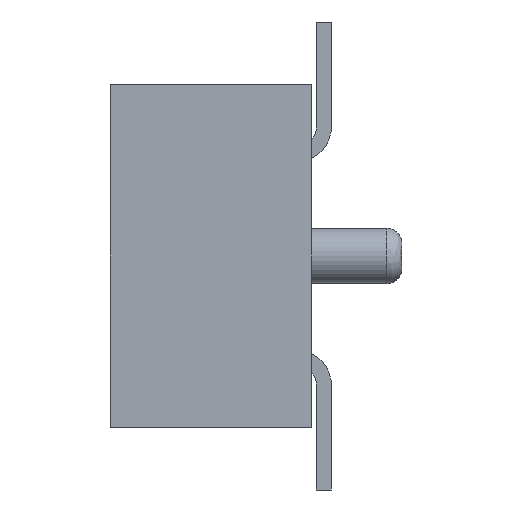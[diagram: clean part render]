
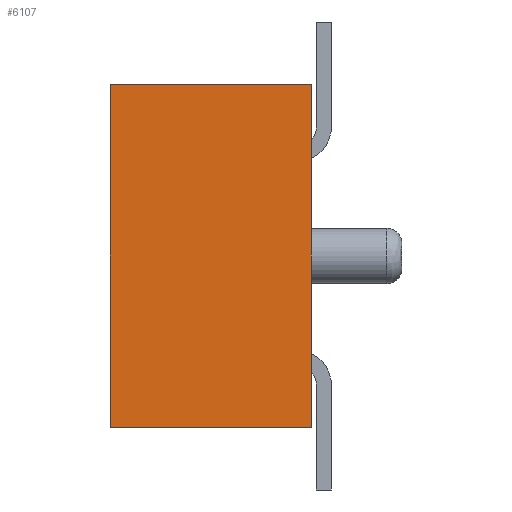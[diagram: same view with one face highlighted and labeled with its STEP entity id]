
A CAD part, left-side view. The second image highlights one B-rep face of the part: STEP entity #6107.
In plain terms, the highlighted planar face has unit normal (-1, 0, 0).
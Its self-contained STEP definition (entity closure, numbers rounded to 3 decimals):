
#1805=DIRECTION('',(0.,-1.,0.));
#1806=VECTOR('',#1805,2.);
#1807=CARTESIAN_POINT('',(-0.2,0.,-1.7));
#1808=LINE('',#1807,#1806);
#1812=DIRECTION('',(0.,0.,-1.));
#1813=VECTOR('',#1812,3.4);
#1814=CARTESIAN_POINT('',(-0.2,0.,1.7));
#1815=LINE('',#1814,#1813);
#1819=DIRECTION('',(0.,1.,0.));
#1820=VECTOR('',#1819,2.);
#1821=CARTESIAN_POINT('',(-0.2,-2.,1.7));
#1822=LINE('',#1821,#1820);
#1826=DIRECTION('',(0.,0.,1.));
#1827=VECTOR('',#1826,3.4);
#1828=CARTESIAN_POINT('',(-0.2,-2.,-1.7));
#1829=LINE('',#1828,#1827);
#5136=CARTESIAN_POINT('',(-0.2,0.,-1.7));
#5137=CARTESIAN_POINT('',(-0.2,-2.,-1.7));
#5138=VERTEX_POINT('',#5136);
#5139=VERTEX_POINT('',#5137);
#5140=CARTESIAN_POINT('',(-0.2,-2.,1.7));
#5141=VERTEX_POINT('',#5140);
#5142=CARTESIAN_POINT('',(-0.2,0.,1.7));
#5143=VERTEX_POINT('',#5142);
#6096=CARTESIAN_POINT('',(-0.2,0.,0.));
#6097=DIRECTION('',(-1.,0.,0.));
#6098=DIRECTION('',(0.,1.,0.));
#6099=AXIS2_PLACEMENT_3D('',#6096,#6097,#6098);
#6100=PLANE('',#6099);
#6101=ORIENTED_EDGE('',*,*,#6043,.F.);
#6102=ORIENTED_EDGE('',*,*,#5299,.F.);
#6103=ORIENTED_EDGE('',*,*,#6017,.F.);
#6104=ORIENTED_EDGE('',*,*,#5720,.F.);
#6105=EDGE_LOOP('',(#6101,#6102,#6103,#6104));
#6106=FACE_OUTER_BOUND('',#6105,.F.);
#5299=EDGE_CURVE('',#5143,#5138,#1815,.T.);
#5720=EDGE_CURVE('',#5139,#5141,#1829,.T.);
#6017=EDGE_CURVE('',#5141,#5143,#1822,.T.);
#6043=EDGE_CURVE('',#5138,#5139,#1808,.T.);
#6107=ADVANCED_FACE('',(#6106),#6100,.T.);
